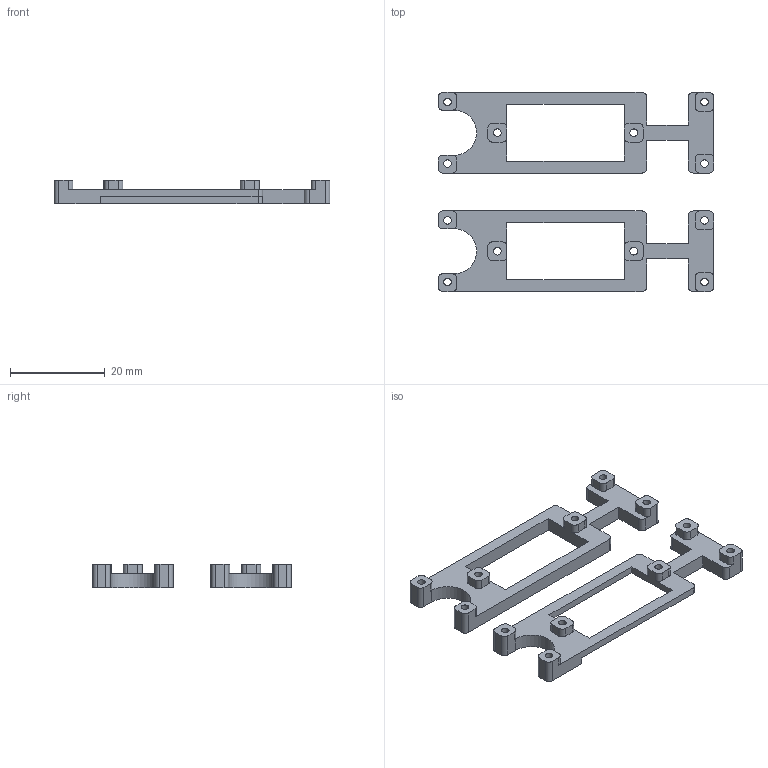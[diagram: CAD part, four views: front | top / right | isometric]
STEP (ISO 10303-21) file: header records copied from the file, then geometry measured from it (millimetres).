
FILE_DESCRIPTION(/* description */ (''),/* implementation_level */ '2;1');
FILE_NAME(/* name */ 'SupplementBoardSleds.stp',/* time_stamp */ '2017-12-15T22:38:47-05:00',/* author */ (''),/* organization */ (''),/* preprocessor_version */ 'ST-DEVELOPER v15.2',/* originating_system */ 'Autodesk Translator Framework v2.0.0.5431',/* authorisation */ '');
FILE_SCHEMA (('AUTOMOTIVE_DESIGN { 1 0 10303 214 3 1 1 }'));
Length unit declared in the file: centimetre
Products named in the file (1): SupplementBoard
Bounding box: 58.2 x 42 x 5 mm (x, y, z)
Volume: 2824.1 mm3; surface area: 3938.6 mm2
Topology: 2 solids, 2 shells, 152 faces, 443 edges, 295 vertices
Faces by surface type: plane 82, cylinder 70
Full cylindrical faces by diameter (mm): 1.6 x12
Entity records: 5064 total; most frequent: CARTESIAN_POINT 877, DIRECTION 876, ORIENTED_EDGE 860, EDGE_CURVE 430, VERTEX_POINT 294, AXIS2_PLACEMENT_3D 293, LINE 290, VECTOR 290
